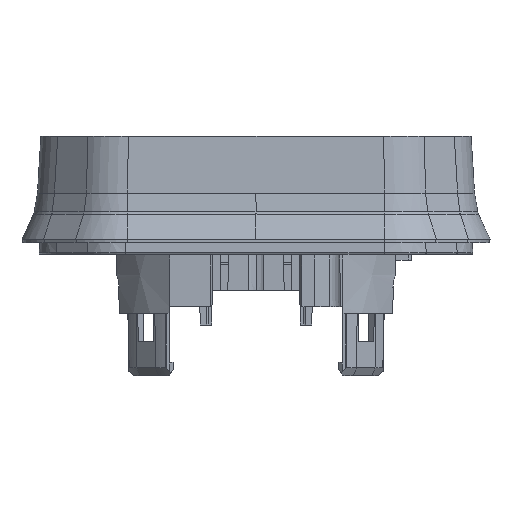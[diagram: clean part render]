
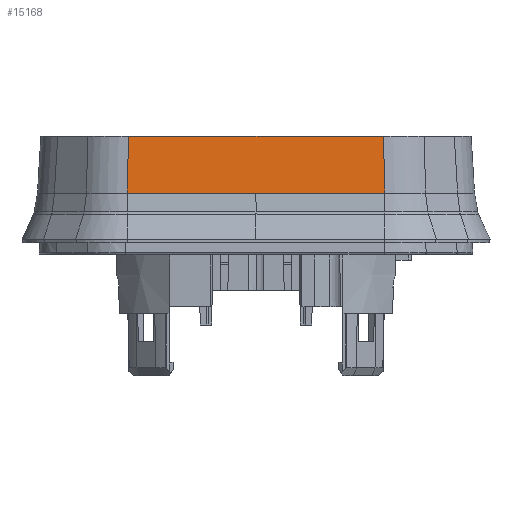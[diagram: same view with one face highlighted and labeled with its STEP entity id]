
A CAD part, left-side view. The second image highlights one B-rep face of the part: STEP entity #15168.
In plain terms, the highlighted planar face has unit normal (0.998, 0, -0.061).
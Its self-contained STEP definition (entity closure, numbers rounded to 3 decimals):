
#15149=AXIS2_PLACEMENT_3D('Plane Axis2P3D',#15146,#15147,#15148) ;
#13398=CARTESIAN_POINT('Vertex',(-39.117,-23.175,10.)) ;
#13401=CARTESIAN_POINT('Line Origine',(-39.117,0.,10.)) ;
#13405=CARTESIAN_POINT('Vertex',(-39.117,23.175,10.)) ;
#15118=CARTESIAN_POINT('Line Origine',(-39.432,23.306,4.85)) ;
#15122=CARTESIAN_POINT('Vertex',(-39.747,23.436,-0.3)) ;
#15146=CARTESIAN_POINT('Axis2P3D Location',(-39.747,0.,-0.3)) ;
#15152=CARTESIAN_POINT('Control Point',(-39.747,-23.436,-0.3)) ;
#15153=CARTESIAN_POINT('Control Point',(-39.117,-23.175,10.)) ;
#15154=CARTESIAN_POINT('Vertex',(-39.747,-23.436,-0.3)) ;
#15157=CARTESIAN_POINT('Line Origine',(-39.747,-32.025,-0.3)) ;
#13402=DIRECTION('Vector Direction',(0.,-1.,0.)) ;
#15119=DIRECTION('Vector Direction',(0.061,-0.025,0.998)) ;
#15147=DIRECTION('Axis2P3D Direction',(-0.998,0.,0.061)) ;
#15148=DIRECTION('Axis2P3D XDirection',(0.,1.,0.)) ;
#15158=DIRECTION('Vector Direction',(0.,1.,0.)) ;
#13403=VECTOR('Line Direction',#13402,1.) ;
#15120=VECTOR('Line Direction',#15119,1.) ;
#15159=VECTOR('Line Direction',#15158,1.) ;
#15163=ORIENTED_EDGE('',*,*,#15124,.T.) ;
#15164=ORIENTED_EDGE('',*,*,#13407,.F.) ;
#15165=ORIENTED_EDGE('',*,*,#15156,.F.) ;
#15166=ORIENTED_EDGE('',*,*,#15161,.F.) ;
#15168=ADVANCED_FACE('Surface.1',(#15167),#15150,.F.) ;
#15151=B_SPLINE_CURVE_WITH_KNOTS('',1,(#15152,#15153),.UNSPECIFIED.,.F.,.U.,(2,2),(-5.161,5.161),.UNSPECIFIED.) ;
#13407=EDGE_CURVE('',#13399,#13406,#13404,.F.) ;
#15124=EDGE_CURVE('',#15123,#13406,#15121,.T.) ;
#15156=EDGE_CURVE('',#15155,#13399,#15151,.T.) ;
#15161=EDGE_CURVE('',#15123,#15155,#15160,.F.) ;
#15162=EDGE_LOOP('',(#15163,#15164,#15165,#15166)) ;
#15167=FACE_OUTER_BOUND('',#15162,.T.) ;
#13404=LINE('Line',#13401,#13403) ;
#15121=LINE('Line',#15118,#15120) ;
#15160=LINE('Line',#15157,#15159) ;
#15150=PLANE('',#15149) ;
#13399=VERTEX_POINT('',#13398) ;
#13406=VERTEX_POINT('',#13405) ;
#15123=VERTEX_POINT('',#15122) ;
#15155=VERTEX_POINT('',#15154) ;
